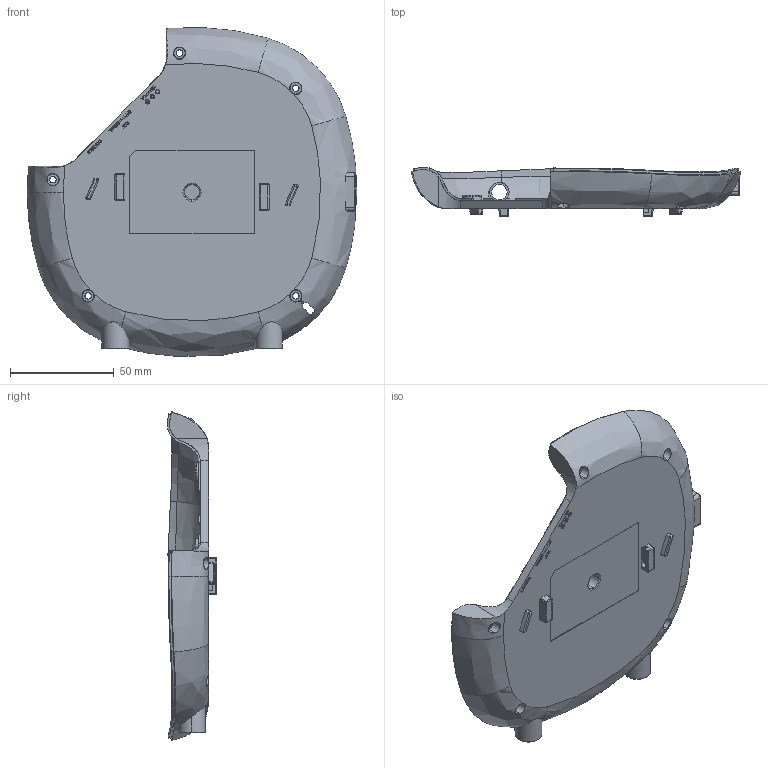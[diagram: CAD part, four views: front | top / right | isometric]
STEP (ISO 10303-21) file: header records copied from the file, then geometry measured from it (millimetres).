
FILE_DESCRIPTION (( 'STEP AP203' ), '1' );
FILE_NAME ('Base(E).STEP', '2018-09-19T03:17:48', ( '' ), ( '' ), 'SwSTEP 2.0', 'SolidWorks 2018', '' );
FILE_SCHEMA (( 'CONFIG_CONTROL_DESIGN' ));
Length unit declared in the file: millimetre
Products named in the file (1): Base(E)
Bounding box: 158.8 x 23.92 x 158.58 mm (x, y, z)
Volume: 44346.1 mm3; surface area: 50756.1 mm2
Topology: 1 solids, 1 shells, 750 faces, 2086 edges, 1465 vertices
Faces by surface type: plane 504, cone 65, cylinder 64, bspline 60, torus 37, sphere 20
Entity records: 31526 total; most frequent: CARTESIAN_POINT 12752, ORIENTED_EDGE 4172, DIRECTION 3316, EDGE_CURVE 2086, VERTEX_POINT 1465, VECTOR 1364, LINE 1364, AXIS2_PLACEMENT_3D 976
